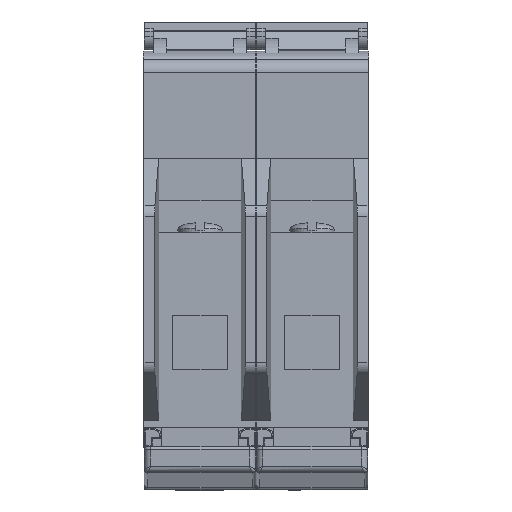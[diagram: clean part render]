
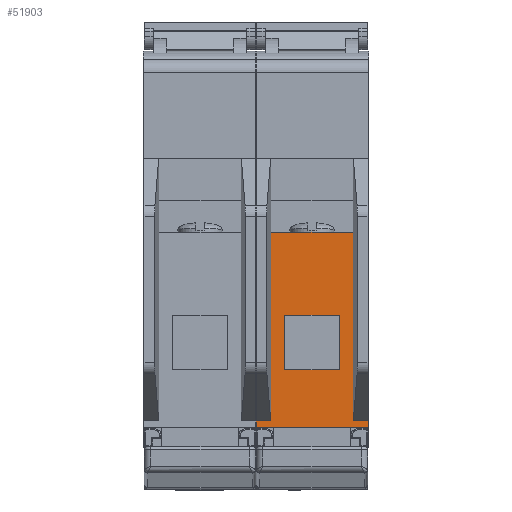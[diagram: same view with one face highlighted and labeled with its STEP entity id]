
A CAD part, top view. The second image highlights one B-rep face of the part: STEP entity #51903.
In plain terms, the highlighted planar face has unit normal (0, 0, 1).
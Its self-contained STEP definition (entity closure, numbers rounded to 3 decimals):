
#296 = CARTESIAN_POINT ( 'NONE',  ( 4.25, -9.932, 42.856 ) ) ;
#987 = EDGE_CURVE ( 'NONE', #16037, #11374, #46705, .T. ) ;
#1428 = DIRECTION ( 'NONE',  ( 0., -1., 0. ) ) ;
#1826 = VERTEX_POINT ( 'NONE', #78354 ) ;
#3273 = EDGE_CURVE ( 'NONE', #66601, #1826, #12654, .T. ) ;
#3274 = VECTOR ( 'NONE', #8848, 1000. ) ;
#3440 = LINE ( 'NONE', #86906, #29574 ) ;
#5150 = VERTEX_POINT ( 'NONE', #7166 ) ;
#5165 = CARTESIAN_POINT ( 'NONE',  ( -4.25, -18.432, 42.856 ) ) ;
#5496 = PLANE ( 'NONE',  #64249 ) ;
#5797 = CARTESIAN_POINT ( 'NONE',  ( -6.45, -26.432, 42.856 ) ) ;
#7166 = CARTESIAN_POINT ( 'NONE',  ( -6.45, 3.068, 42.856 ) ) ;
#8408 = CARTESIAN_POINT ( 'NONE',  ( 8.75, -26.432, 42.856 ) ) ;
#8501 = LINE ( 'NONE', #36743, #11549 ) ;
#8644 = CARTESIAN_POINT ( 'NONE',  ( -8.75, -26.432, 42.856 ) ) ;
#8848 = DIRECTION ( 'NONE',  ( 0., -1., 0. ) ) ;
#8909 = DIRECTION ( 'NONE',  ( -1., 0., 0. ) ) ;
#9007 = EDGE_CURVE ( 'NONE', #38366, #66601, #8501, .T. ) ;
#9804 = DIRECTION ( 'NONE',  ( 0., 1., 0. ) ) ;
#11374 = VERTEX_POINT ( 'NONE', #39972 ) ;
#11549 = VECTOR ( 'NONE', #37663, 1000. ) ;
#11842 = VECTOR ( 'NONE', #1428, 1000. ) ;
#12503 = DIRECTION ( 'NONE',  ( 0., 1., 0. ) ) ;
#12654 = LINE ( 'NONE', #40467, #25918 ) ;
#15775 = CARTESIAN_POINT ( 'NONE',  ( 6.45, -26.432, 42.856 ) ) ;
#16037 = VERTEX_POINT ( 'NONE', #88646 ) ;
#17283 = ORIENTED_EDGE ( 'NONE', *, *, #29694, .F. ) ;
#18886 = LINE ( 'NONE', #26611, #47489 ) ;
#19611 = DIRECTION ( 'NONE',  ( 0., 1., 0. ) ) ;
#20781 = EDGE_CURVE ( 'NONE', #54243, #68780, #28948, .T. ) ;
#21709 = LINE ( 'NONE', #50031, #42117 ) ;
#24886 = CARTESIAN_POINT ( 'NONE',  ( 8.75, -26.432, 42.856 ) ) ;
#25246 = ORIENTED_EDGE ( 'NONE', *, *, #987, .F. ) ;
#25445 = EDGE_LOOP ( 'NONE', ( #26585, #57376, #85267, #69933, #86929, #17283, #76772, #79631 ) ) ;
#25918 = VECTOR ( 'NONE', #89291, 1000. ) ;
#26475 = VERTEX_POINT ( 'NONE', #41197 ) ;
#26585 = ORIENTED_EDGE ( 'NONE', *, *, #62597, .T. ) ;
#26611 = CARTESIAN_POINT ( 'NONE',  ( 6.45, -46.186, 42.856 ) ) ;
#26622 = DIRECTION ( 'NONE',  ( 1., 0., 0. ) ) ;
#27417 = ORIENTED_EDGE ( 'NONE', *, *, #46374, .F. ) ;
#28948 = LINE ( 'NONE', #8408, #3274 ) ;
#29574 = VECTOR ( 'NONE', #9804, 1000. ) ;
#29694 = EDGE_CURVE ( 'NONE', #68780, #1826, #21709, .T. ) ;
#29707 = FACE_BOUND ( 'NONE', #68225, .T. ) ;
#30781 = EDGE_CURVE ( 'NONE', #11374, #52338, #61132, .T. ) ;
#30893 = ORIENTED_EDGE ( 'NONE', *, *, #32491, .F. ) ;
#32491 = EDGE_CURVE ( 'NONE', #26475, #16037, #36518, .T. ) ;
#33323 = DIRECTION ( 'NONE',  ( -1., 0., 0. ) ) ;
#35750 = CARTESIAN_POINT ( 'NONE',  ( 6.45, 3.068, 42.856 ) ) ;
#36518 = LINE ( 'NONE', #42506, #11842 ) ;
#36743 = CARTESIAN_POINT ( 'NONE',  ( 8.75, -26.432, 42.856 ) ) ;
#37663 = DIRECTION ( 'NONE',  ( -1., 0., 0. ) ) ;
#38366 = VERTEX_POINT ( 'NONE', #5797 ) ;
#38922 = DIRECTION ( 'NONE',  ( 1., 0., 0. ) ) ;
#39024 = ORIENTED_EDGE ( 'NONE', *, *, #30781, .F. ) ;
#39398 = LINE ( 'NONE', #67277, #55099 ) ;
#39972 = CARTESIAN_POINT ( 'NONE',  ( 4.25, -18.432, 42.856 ) ) ;
#40467 = CARTESIAN_POINT ( 'NONE',  ( -8.75, -26.432, 42.856 ) ) ;
#41197 = CARTESIAN_POINT ( 'NONE',  ( -4.25, -9.932, 42.856 ) ) ;
#41471 = CARTESIAN_POINT ( 'NONE',  ( 4.25, -9.932, 42.856 ) ) ;
#42117 = VECTOR ( 'NONE', #8909, 1000. ) ;
#42506 = CARTESIAN_POINT ( 'NONE',  ( -4.25, -9.932, 42.856 ) ) ;
#46374 = EDGE_CURVE ( 'NONE', #52338, #26475, #71370, .T. ) ;
#46705 = LINE ( 'NONE', #5165, #54063 ) ;
#47489 = VECTOR ( 'NONE', #12503, 1000. ) ;
#50031 = CARTESIAN_POINT ( 'NONE',  ( 8.75, -27.432, 42.856 ) ) ;
#51903 = ADVANCED_FACE ( 'NONE', ( #29707, #87627 ), #5496, .F. ) ;
#52338 = VERTEX_POINT ( 'NONE', #296 ) ;
#53184 = VERTEX_POINT ( 'NONE', #35750 ) ;
#53554 = CARTESIAN_POINT ( 'NONE',  ( 8.75, -26.432, 42.856 ) ) ;
#53758 = CARTESIAN_POINT ( 'NONE',  ( 8.75, -27.432, 42.856 ) ) ;
#54063 = VECTOR ( 'NONE', #38922, 1000. ) ;
#54243 = VERTEX_POINT ( 'NONE', #53554 ) ;
#55099 = VECTOR ( 'NONE', #26622, 1000. ) ;
#56407 = CARTESIAN_POINT ( 'NONE',  ( -4.25, -9.932, 42.856 ) ) ;
#57376 = ORIENTED_EDGE ( 'NONE', *, *, #81927, .F. ) ;
#58381 = VECTOR ( 'NONE', #19611, 1000. ) ;
#61132 = LINE ( 'NONE', #41471, #58381 ) ;
#62597 = EDGE_CURVE ( 'NONE', #83946, #53184, #18886, .T. ) ;
#62861 = VECTOR ( 'NONE', #64074, 1000. ) ;
#64074 = DIRECTION ( 'NONE',  ( -1., 0., 0. ) ) ;
#64249 = AXIS2_PLACEMENT_3D ( 'NONE', #88980, #74817, #33323 ) ;
#65371 = VECTOR ( 'NONE', #87901, 1000. ) ;
#66203 = EDGE_CURVE ( 'NONE', #54243, #83946, #87444, .T. ) ;
#66601 = VERTEX_POINT ( 'NONE', #8644 ) ;
#67277 = CARTESIAN_POINT ( 'NONE',  ( 6.45, 3.068, 42.856 ) ) ;
#68225 = EDGE_LOOP ( 'NONE', ( #27417, #39024, #25246, #30893 ) ) ;
#68780 = VERTEX_POINT ( 'NONE', #53758 ) ;
#69933 = ORIENTED_EDGE ( 'NONE', *, *, #9007, .T. ) ;
#71370 = LINE ( 'NONE', #56407, #62861 ) ;
#74817 = DIRECTION ( 'NONE',  ( 0., 0., -1. ) ) ;
#76772 = ORIENTED_EDGE ( 'NONE', *, *, #20781, .F. ) ;
#78354 = CARTESIAN_POINT ( 'NONE',  ( -8.75, -27.432, 42.856 ) ) ;
#79631 = ORIENTED_EDGE ( 'NONE', *, *, #66203, .T. ) ;
#81927 = EDGE_CURVE ( 'NONE', #5150, #53184, #39398, .T. ) ;
#83946 = VERTEX_POINT ( 'NONE', #15775 ) ;
#85267 = ORIENTED_EDGE ( 'NONE', *, *, #87503, .F. ) ;
#86906 = CARTESIAN_POINT ( 'NONE',  ( -6.45, -46.186, 42.856 ) ) ;
#86929 = ORIENTED_EDGE ( 'NONE', *, *, #3273, .T. ) ;
#87444 = LINE ( 'NONE', #24886, #65371 ) ;
#87503 = EDGE_CURVE ( 'NONE', #38366, #5150, #3440, .T. ) ;
#87627 = FACE_OUTER_BOUND ( 'NONE', #25445, .T. ) ;
#87901 = DIRECTION ( 'NONE',  ( -1., 0., 0. ) ) ;
#88646 = CARTESIAN_POINT ( 'NONE',  ( -4.25, -18.432, 42.856 ) ) ;
#88980 = CARTESIAN_POINT ( 'NONE',  ( 8.75, -26.432, 42.856 ) ) ;
#89291 = DIRECTION ( 'NONE',  ( 0., -1., 0. ) ) ;
